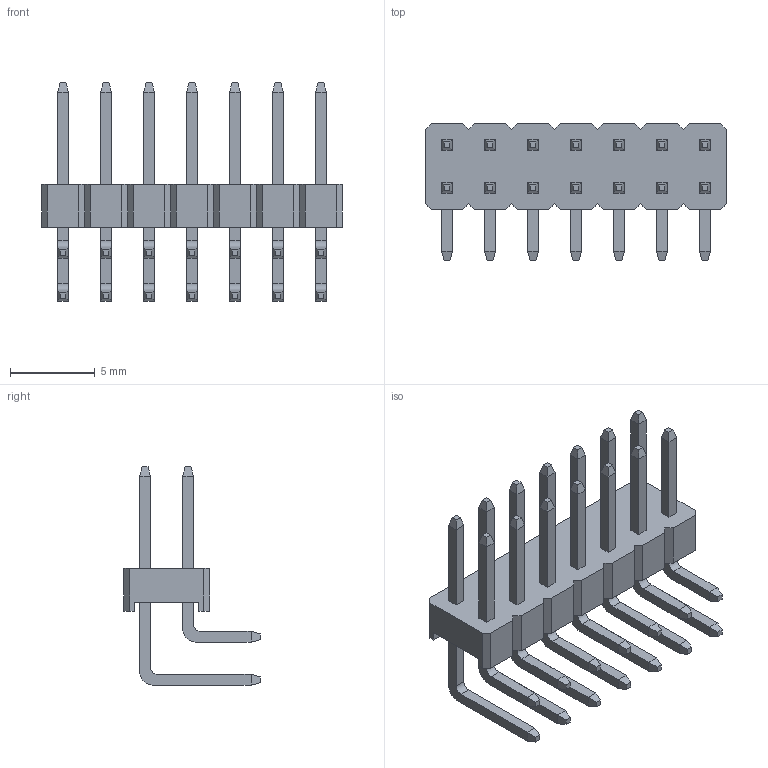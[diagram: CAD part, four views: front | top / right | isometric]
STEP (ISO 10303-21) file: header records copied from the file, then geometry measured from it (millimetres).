
FILE_DESCRIPTION(/* description */ ('Alibre Inc.'),/* implementation_level */ '2;1');
FILE_NAME(/* name */ 'export0',/* time_stamp */ '2013-07-13T09:24:23+03:00',/* author */ (''),/* organization */ (''),/* preprocessor_version */ 'ST-DEVELOPER v14',/* originating_system */ 'Alibre',/* authorisation */ '');
FILE_SCHEMA (('AUTOMOTIVE_DESIGN'));
Length unit declared in the file: centimetre
Bounding box: 17.78 x 8.08 x 12.9 mm (x, y, z)
Volume: 270.3 mm3; surface area: 823.6 mm2
Topology: 1 solids, 1 shells, 358 faces, 872 edges, 544 vertices
Faces by surface type: plane 330, cylinder 28
Entity records: 9773 total; most frequent: ORIENTED_EDGE 1744, CARTESIAN_POINT 1659, DIRECTION 1199, EDGE_CURVE 872, VECTOR 758, LINE 758, VERTEX_POINT 544, EDGE_LOOP 386
